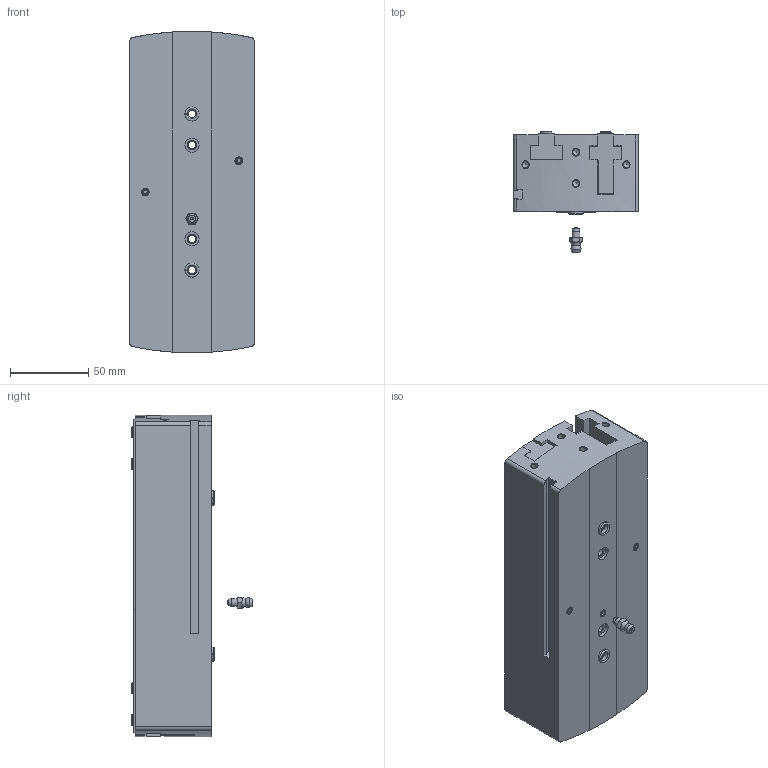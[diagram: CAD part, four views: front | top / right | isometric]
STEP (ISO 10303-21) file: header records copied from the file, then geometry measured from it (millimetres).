
FILE_DESCRIPTION(/* description */ ('STEP AP214'),/* implementation_level */ '2;1');
FILE_NAME(/* name */ '3361486_HGPL-25-80-A-B',/* time_stamp */ '2024-08-21T05:38:23+02:00',/* author */ ('License CC BY-ND 4.0'),/* organization */ ('CADENAS'),/* preprocessor_version */ 'ST-DEVELOPER v19.3',/* originating_system */ 'PARTsolutions',/* authorisation */ ' ');
FILE_SCHEMA (('AUTOMOTIVE_DESIGN {1 0 10303 214 3 1 1}'));
Length unit declared in the file: millimetre
Products named in the file (7): 3361486 HGPL-25-80-A-B---(0); 3403502 HGPL-25-80-A-B---(GEH); 3403547 HGPL-BAC-25-80---(J); 8146544 ZBH-7-B; DIN-913 - M5x4; DIN-71412 A M5x0.8/SW7(F); 8137184 ZBH-9-B
Assembly tree (14 placements, depth 2):
  3361486 HGPL-25-80-A-B---(0)
    3403502 HGPL-25-80-A-B---(GEH)
    3403547 HGPL-BAC-25-80---(J)  x2
    8146544 ZBH-7-B  x4
    DIN-913 - M5x4  x4
    DIN-71412 A M5x0.8/SW7(F)
    8137184 ZBH-9-B  x2
Bounding box: 80 x 77.43 x 205.95 mm (x, y, z)
Volume: 613636.2 mm3; surface area: 150655.2 mm2
Topology: 14 solids, 14 shells, 368 faces, 818 edges, 514 vertices
Faces by surface type: plane 170, cylinder 99, cone 81, torus 16, sphere 2
Full cylindrical faces by diameter (mm): 1.25 x1, 1.5 x1, 2.5 x1, 3.1 x2, 4.134 x15, 4.917 x4, 5 x5, 5.1 x4, 7 x6, 9 x8, 10 x4, 25 x1, 27 x4
Entity records: 7175 total; most frequent: CARTESIAN_POINT 1454, DIRECTION 1169, ORIENTED_EDGE 992, EDGE_CURVE 496, AXIS2_PLACEMENT_3D 481, FACE_BOUND 390, EDGE_LOOP 379, VERTEX_POINT 374
